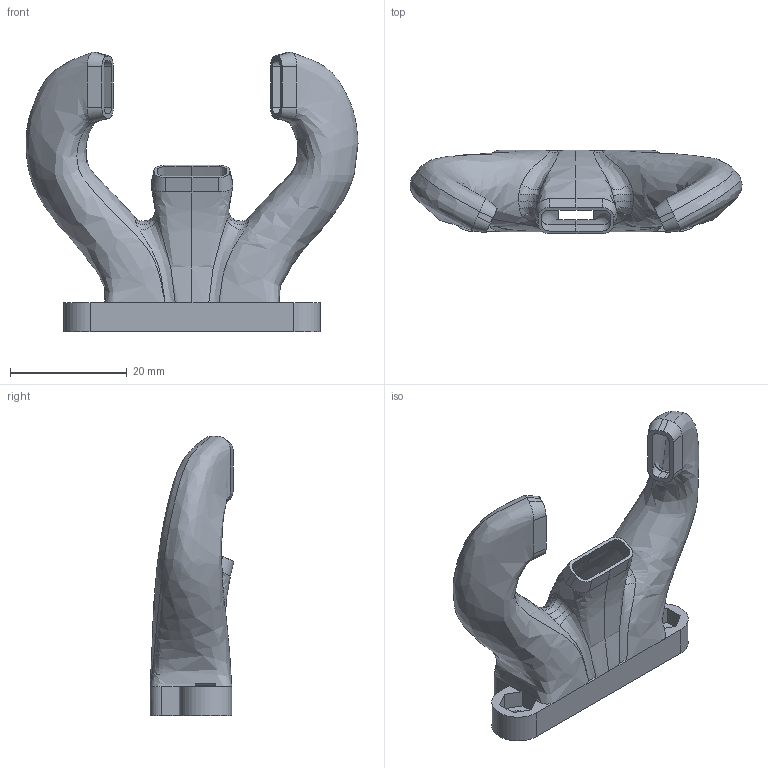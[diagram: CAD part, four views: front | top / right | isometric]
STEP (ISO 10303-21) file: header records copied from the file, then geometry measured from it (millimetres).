
FILE_DESCRIPTION(/* description */ (''),/* implementation_level */ '2;1');
FILE_NAME(/* name */ 'TriHorn Duct High Narrow v1.step',/* time_stamp */ '2022-06-05T21:48:40+01:00',/* author */ (''),/* organization */ (''),/* preprocessor_version */ 'ST-DEVELOPER v19',/* originating_system */ 'Autodesk Translation Framework v11.7.0.108',/* authorisation */ '');
FILE_SCHEMA (('AUTOMOTIVE_DESIGN { 1 0 10303 214 3 1 1 }'));
Products named in the file (1): TriHorn Duct High Narrow
Bounding box: 56.97 x 14.39 x 48 mm (x, y, z)
Volume: 4853.7 mm3; surface area: 8909.6 mm2
Topology: 1 solids, 1 shells, 115 faces, 338 edges, 223 vertices
Faces by surface type: plane 56, bspline 53, cylinder 6
Full cylindrical faces by diameter (mm): 3.3 x2
Entity records: 40460 total; most frequent: CARTESIAN_POINT 37794, ORIENTED_EDGE 672, DIRECTION 337, EDGE_CURVE 336, VERTEX_POINT 223, LINE 163, VECTOR 163, B_SPLINE_CURVE_WITH_KNOTS 149
